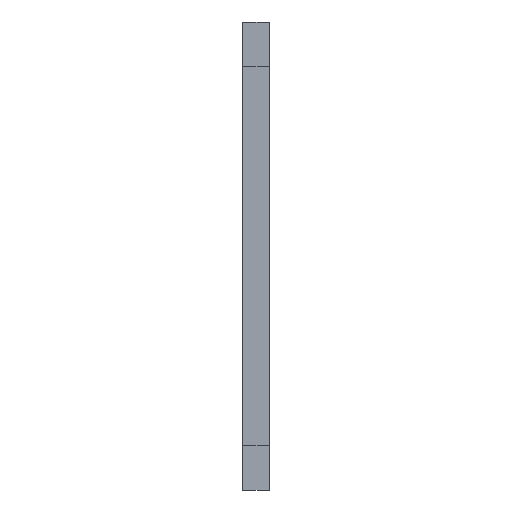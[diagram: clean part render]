
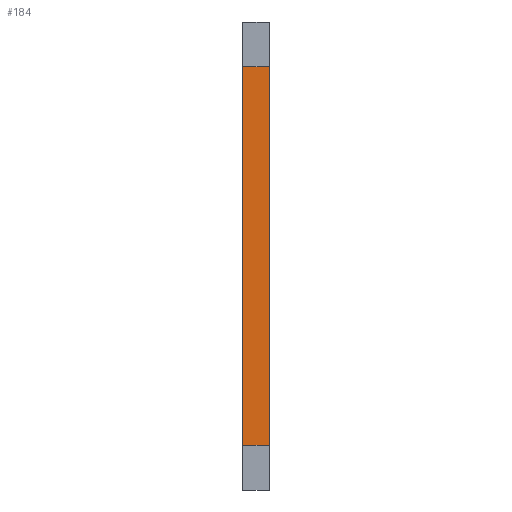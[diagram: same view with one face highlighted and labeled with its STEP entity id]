
A CAD part, left-side view. The second image highlights one B-rep face of the part: STEP entity #184.
In plain terms, the highlighted planar face has unit normal (-1, 0, 0).
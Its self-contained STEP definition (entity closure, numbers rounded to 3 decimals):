
#14 = PLANE ( 'NONE',  #510 ) ;
#17 = CARTESIAN_POINT ( 'NONE',  ( 10.05, -2., -44. ) ) ;
#33 = CARTESIAN_POINT ( 'NONE',  ( 10.05, 2., 12.6 ) ) ;
#38 = VERTEX_POINT ( 'NONE', #56 ) ;
#56 = CARTESIAN_POINT ( 'NONE',  ( 10.05, -2., 12.6 ) ) ;
#87 = VERTEX_POINT ( 'NONE', #33 ) ;
#144 = DIRECTION ( 'NONE',  ( -1., 0., 0. ) ) ;
#146 = DIRECTION ( 'NONE',  ( 0., 0., 1. ) ) ;
#184 = ADVANCED_FACE ( 'NONE', ( #611 ), #14, .T. ) ;
#195 = VECTOR ( 'NONE', #708, 1000. ) ;
#207 = ORIENTED_EDGE ( 'NONE', *, *, #557, .T. ) ;
#211 = LINE ( 'NONE', #714, #386 ) ;
#238 = ORIENTED_EDGE ( 'NONE', *, *, #605, .T. ) ;
#283 = ORIENTED_EDGE ( 'NONE', *, *, #550, .F. ) ;
#286 = VECTOR ( 'NONE', #701, 1000. ) ;
#302 = VECTOR ( 'NONE', #330, 1000. ) ;
#330 = DIRECTION ( 'NONE',  ( 0., 0., -1. ) ) ;
#334 = CARTESIAN_POINT ( 'NONE',  ( 10.05, 2., -44. ) ) ;
#335 = VERTEX_POINT ( 'NONE', #419 ) ;
#352 = VERTEX_POINT ( 'NONE', #393 ) ;
#357 = ORIENTED_EDGE ( 'NONE', *, *, #555, .T. ) ;
#372 = EDGE_LOOP ( 'NONE', ( #357, #207, #283, #238 ) ) ;
#377 = LINE ( 'NONE', #415, #286 ) ;
#386 = VECTOR ( 'NONE', #696, 1000. ) ;
#393 = CARTESIAN_POINT ( 'NONE',  ( 10.05, -2., -44. ) ) ;
#415 = CARTESIAN_POINT ( 'NONE',  ( 10.05, -2., 12.6 ) ) ;
#419 = CARTESIAN_POINT ( 'NONE',  ( 10.05, 2., -44. ) ) ;
#510 = AXIS2_PLACEMENT_3D ( 'NONE', #17, #144, #146 ) ;
#550 = EDGE_CURVE ( 'NONE', #87, #38, #377, .T. ) ;
#555 = EDGE_CURVE ( 'NONE', #335, #352, #680, .T. ) ;
#557 = EDGE_CURVE ( 'NONE', #352, #38, #211, .T. ) ;
#605 = EDGE_CURVE ( 'NONE', #87, #335, #694, .T. ) ;
#611 = FACE_OUTER_BOUND ( 'NONE', #372, .T. ) ;
#680 = LINE ( 'NONE', #737, #195 ) ;
#694 = LINE ( 'NONE', #334, #302 ) ;
#696 = DIRECTION ( 'NONE',  ( 0., 0., 1. ) ) ;
#701 = DIRECTION ( 'NONE',  ( 0., -1., 0. ) ) ;
#708 = DIRECTION ( 'NONE',  ( 0., -1., 0. ) ) ;
#714 = CARTESIAN_POINT ( 'NONE',  ( 10.05, -2., 0. ) ) ;
#737 = CARTESIAN_POINT ( 'NONE',  ( 10.05, -2., -44. ) ) ;
